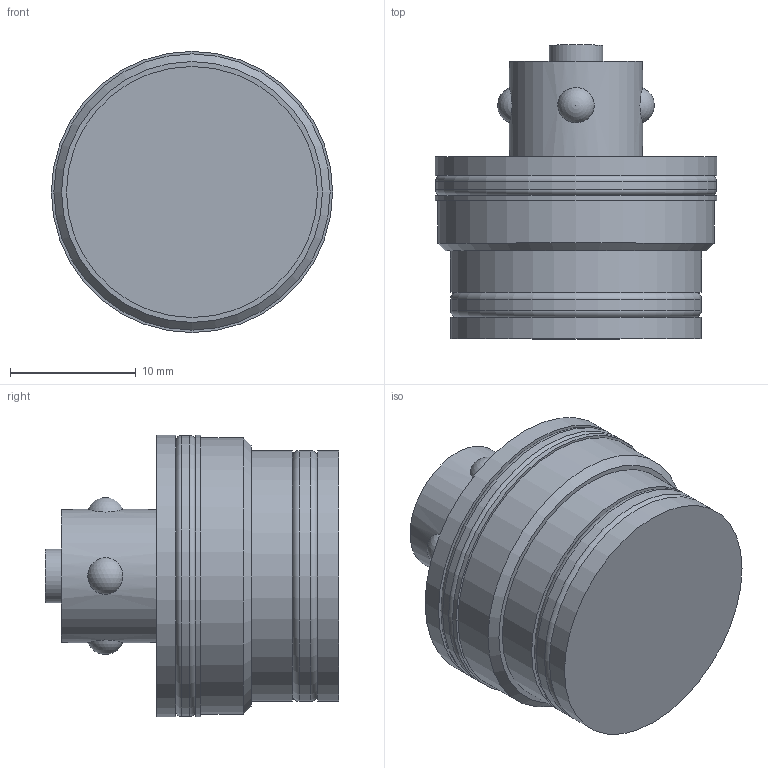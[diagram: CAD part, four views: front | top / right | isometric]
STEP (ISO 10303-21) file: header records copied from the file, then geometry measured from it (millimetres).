
FILE_DESCRIPTION(/* description */ ('STEP AP203'),/* implementation_level */ '2;1');
FILE_NAME(/* name */ 'AMF567134',/* time_stamp */ '2022-09-30T02:56:58+02:00',/* author */ ('License CC BY-ND 4.0'),/* organization */ ('CADENAS'),/* preprocessor_version */ 'ST-DEVELOPER v18.102',/* originating_system */ 'PARTsolutions',/* authorisation */ ' ');
FILE_SCHEMA (('CONFIG_CONTROL_DESIGN','MODEL_BASED_INTEGRATED_MANUFACTURING_SCHEMA','PROCESS_PLANNING_SCHEMA','AP242_MANAGED_MODEL_BASED_3D_ENGINEERING_MIM_LF { 1 0 10303 442 1 1 4 }'));
Length unit declared in the file: millimetre
Products named in the file (1): AMF567134
Bounding box: 22.4 x 23.4 x 22.4 mm (x, y, z)
Volume: 5751.4 mm3; surface area: 2257.7 mm2
Topology: 1 solids, 1 shells, 36 faces, 61 edges, 40 vertices
Faces by surface type: plane 14, cylinder 13, torus 4, sphere 4, cone 1
Full cylindrical faces by diameter (mm): 2.2 x4, 4.25 x1, 10.6 x1, 20 x3, 22 x1, 22.38 x1, 22.4 x2
Entity records: 1018 total; most frequent: CARTESIAN_POINT 147, DIRECTION 136, ORIENTED_EDGE 70, EDGE_LOOP 70, FACE_BOUND 70, AXIS2_PLACEMENT_3D 68, STYLED_ITEM 36, PRESENTATION_STYLE_ASSIGNMENT 36
